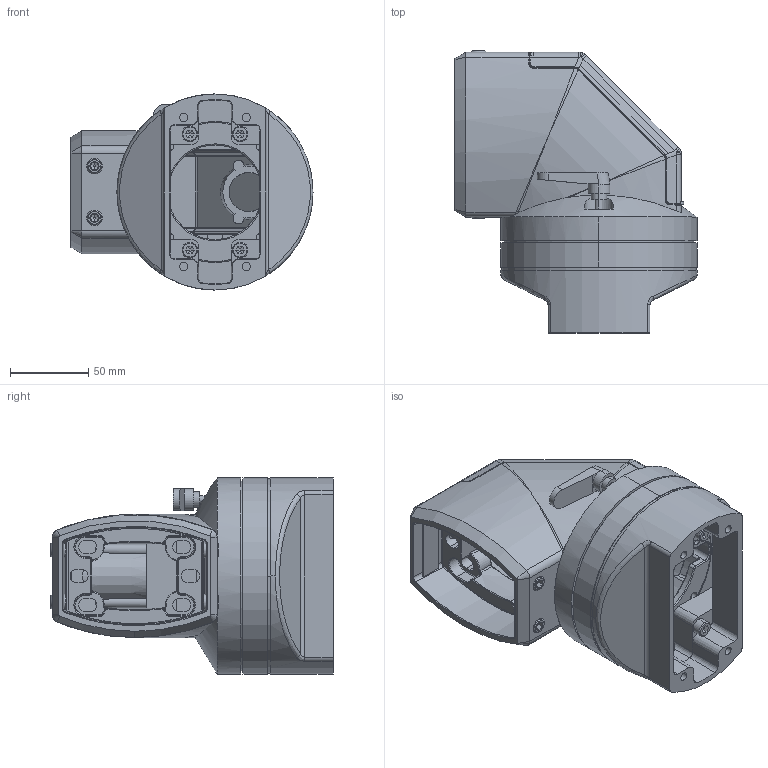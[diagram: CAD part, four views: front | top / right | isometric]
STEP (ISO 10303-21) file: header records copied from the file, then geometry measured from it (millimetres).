
FILE_DESCRIPTION (( 'STEP AP214' ), '1' );
FILE_NAME ('7595-7401-09-01.STEP', '2016-11-07T12:14:36', ( '' ), ( '' ), 'SwSTEP 2.0', 'SolidWorks 2014', '' );
FILE_SCHEMA (( 'AUTOMOTIVE_DESIGN' ));
Length unit declared in the file: millimetre
Products named in the file (1): 7595-7401-09-01
Bounding box: 154.32 x 180.02 x 125 mm (x, y, z)
Volume: 751322.4 mm3; surface area: 267464.9 mm2
Topology: 30 solids, 30 shells, 1601 faces, 3689 edges, 2174 vertices
Faces by surface type: plane 491, cylinder 471, bspline 441, cone 198
Entity records: 79305 total; most frequent: CARTESIAN_POINT 33192, ORIENTED_EDGE 7304, DIRECTION 5898, EDGE_CURVE 3652, AXIS2_PLACEMENT_3D 2220, VERTEX_POINT 2174, EDGE_LOOP 1764, ADVANCED_FACE 1601
